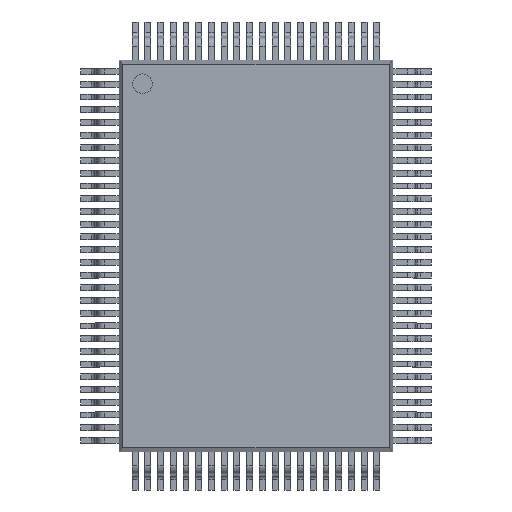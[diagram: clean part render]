
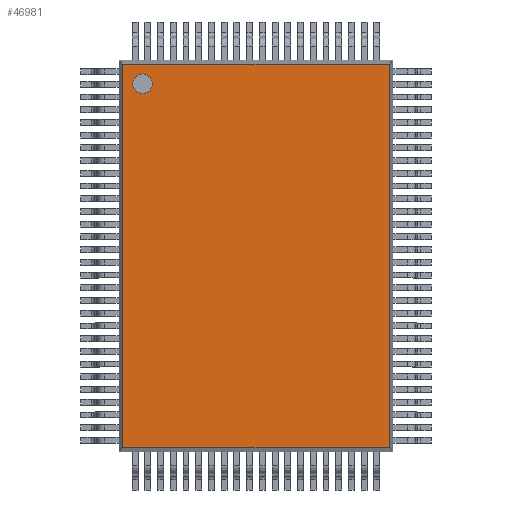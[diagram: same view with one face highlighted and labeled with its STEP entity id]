
A CAD part, top view. The second image highlights one B-rep face of the part: STEP entity #46981.
In plain terms, the highlighted free-form (B-spline) face has degree [1, 1] with [2, 2] control points.
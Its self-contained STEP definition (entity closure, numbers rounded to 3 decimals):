
#46579=CARTESIAN_POINT('',(-5.3,8.8,3.41));
#46580=VERTEX_POINT('',#46579);
#46589=CARTESIAN_POINT('',(-6.3,8.8,3.41));
#46590=VERTEX_POINT('',#46589);
#46591=CARTESIAN_POINT('',(-5.8,8.8,3.41));
#46592=DIRECTION('',(0.0,0.0,-1.0));
#46593=DIRECTION('',(1.0,0.0,0.0));
#46594=AXIS2_PLACEMENT_3D('',#46591,#46592,#46593);
#46595=CIRCLE('',#46594,0.5);
#46596=EDGE_CURVE('',#46590,#46580,#46595,.T.);
#46630=CARTESIAN_POINT('',(-5.8,8.8,3.41));
#46631=DIRECTION('',(0.0,0.0,-1.0));
#46632=DIRECTION('',(1.0,0.0,0.0));
#46633=AXIS2_PLACEMENT_3D('',#46630,#46631,#46632);
#46634=CIRCLE('',#46633,0.5);
#46635=EDGE_CURVE('',#46580,#46590,#46634,.T.);
#46846=CARTESIAN_POINT('',(6.8,9.8,3.41));
#46847=VERTEX_POINT('',#46846);
#46848=CARTESIAN_POINT('',(6.8,-9.8,3.41));
#46849=VERTEX_POINT('',#46848);
#46850=CARTESIAN_POINT('',(6.8,9.8,3.41));
#46851=DIRECTION('',(0.0,-1.0,0.0));
#46852=VECTOR('',#46851,19.6);
#46853=LINE('',#46850,#46852);
#46854=EDGE_CURVE('',#46847,#46849,#46853,.T.);
#46877=CARTESIAN_POINT('',(-6.8,-9.8,3.41));
#46878=VERTEX_POINT('',#46877);
#46879=CARTESIAN_POINT('',(-6.8,9.8,3.41));
#46880=VERTEX_POINT('',#46879);
#46881=CARTESIAN_POINT('',(-6.8,-9.8,3.41));
#46882=DIRECTION('',(0.0,1.0,0.0));
#46883=VECTOR('',#46882,19.6);
#46884=LINE('',#46881,#46883);
#46885=EDGE_CURVE('',#46878,#46880,#46884,.T.);
#46915=CARTESIAN_POINT('',(-6.8,9.8,3.41));
#46916=DIRECTION('',(1.0,0.0,0.0));
#46917=VECTOR('',#46916,13.6);
#46918=LINE('',#46915,#46917);
#46919=EDGE_CURVE('',#46880,#46847,#46918,.T.);
#46937=CARTESIAN_POINT('',(6.8,-9.8,3.41));
#46938=DIRECTION('',(-1.0,0.0,0.0));
#46939=VECTOR('',#46938,13.6);
#46940=LINE('',#46937,#46939);
#46941=EDGE_CURVE('',#46849,#46878,#46940,.T.);
#46966=CARTESIAN_POINT('',(-6.8,-9.8,3.41));
#46967=CARTESIAN_POINT('',(6.8,-9.8,3.41));
#46968=CARTESIAN_POINT('',(-6.8,9.8,3.41));
#46969=CARTESIAN_POINT('',(6.8,9.8,3.41));
#46970=B_SPLINE_SURFACE_WITH_KNOTS('',1,1,((#46966,#46968),(#46967,#46969)),.UNSPECIFIED.,.F.,.F.,.U.,(2,2),(2,2),(0.0,13.6),(0.0,19.6),.UNSPECIFIED.);
#46971=ORIENTED_EDGE('',*,*,#46885,.F.);
#46972=ORIENTED_EDGE('',*,*,#46941,.F.);
#46973=ORIENTED_EDGE('',*,*,#46854,.F.);
#46974=ORIENTED_EDGE('',*,*,#46919,.F.);
#46975=EDGE_LOOP('',(#46971,#46972,#46973,#46974));
#46976=FACE_OUTER_BOUND('',#46975,.T.);
#46977=ORIENTED_EDGE('',*,*,#46635,.T.);
#46978=ORIENTED_EDGE('',*,*,#46596,.T.);
#46979=EDGE_LOOP('',(#46977,#46978));
#46980=FACE_BOUND('',#46979,.T.);
#46981=ADVANCED_FACE('',(#46976,#46980),#46970,.T.);
